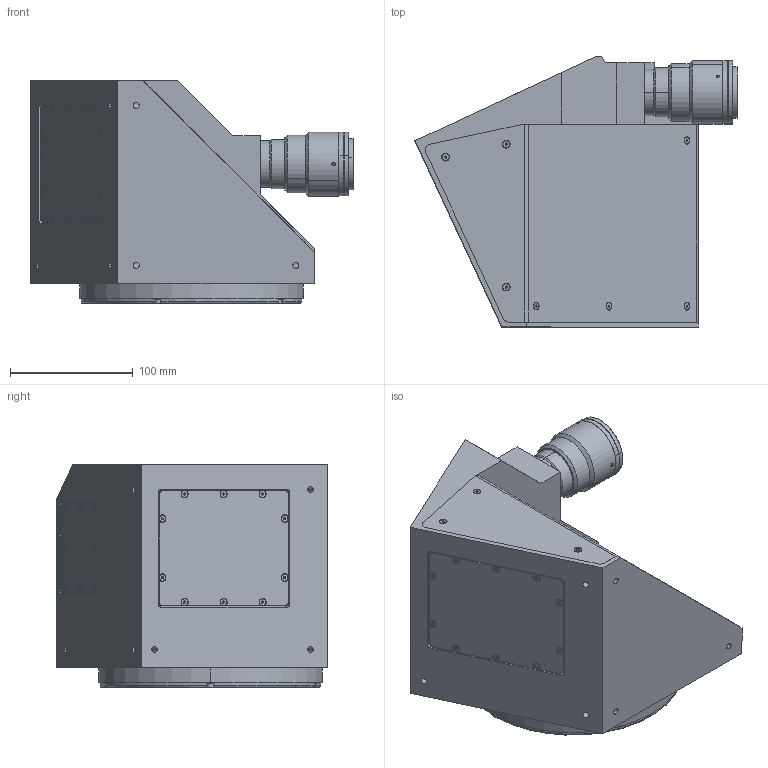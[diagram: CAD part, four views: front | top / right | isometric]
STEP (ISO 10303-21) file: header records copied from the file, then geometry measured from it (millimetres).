
FILE_DESCRIPTION (( 'STEP AP203' ), '1' );
FILE_NAME ('DP26820_TCCR2M120-E.step', '2021-10-22T10:08:33', ( '' ), ( '' ), 'SwSTEP 2.0', 'SolidWorks 2021', '' );
FILE_SCHEMA (( 'CONFIG_CONTROL_DESIGN' ));
Length unit declared in the file: millimetre
Products named in the file (1): DP26820_TCCR2M120-E
Bounding box: 262.13 x 220 x 181.4 mm (x, y, z)
Surface area: 230693.9 mm2 (no closed solid volume)
Topology: 0 solids, 77 shells, 492 faces, 1603 edges, 1114 vertices
Faces by surface type: plane 201, cylinder 146, cone 128, torus 15, sphere 2
Entity records: 17540 total; most frequent: CARTESIAN_POINT 3572, DIRECTION 3062, ORIENTED_EDGE 2385, EDGE_CURVE 1541, VERTEX_POINT 1114, AXIS2_PLACEMENT_3D 1066, VECTOR 930, LINE 930
